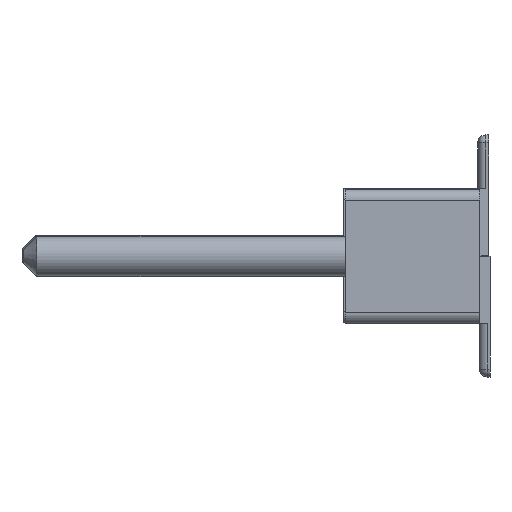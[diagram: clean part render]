
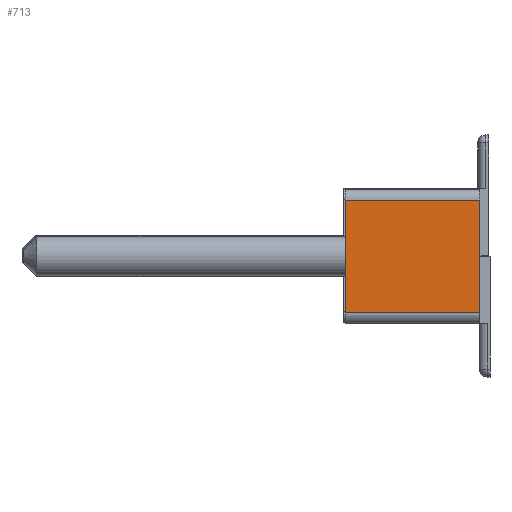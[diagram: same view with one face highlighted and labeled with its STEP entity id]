
A CAD part, left-side view. The second image highlights one B-rep face of the part: STEP entity #713.
In plain terms, the highlighted planar face has unit normal (-1, 0, 0).
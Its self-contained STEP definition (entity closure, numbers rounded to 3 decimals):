
#25 = EDGE_CURVE ( 'NONE', #1032, #39, #67, .T. ) ;
#39 = VERTEX_POINT ( 'NONE', #1189 ) ;
#67 = LINE ( 'NONE', #512, #972 ) ;
#150 = CARTESIAN_POINT ( 'NONE',  ( -1.447, 2.5, -1.05 ) ) ;
#261 = CARTESIAN_POINT ( 'NONE',  ( -1.447, 0., -1.05 ) ) ;
#265 = DIRECTION ( 'NONE',  ( 0., 0., 1. ) ) ;
#270 = EDGE_LOOP ( 'NONE', ( #875, #473, #543, #542 ) ) ;
#394 = CARTESIAN_POINT ( 'NONE',  ( -1.447, 2.5, -1.05 ) ) ;
#397 = EDGE_CURVE ( 'NONE', #697, #1032, #1308, .T. ) ;
#473 = ORIENTED_EDGE ( 'NONE', *, *, #25, .F. ) ;
#512 = CARTESIAN_POINT ( 'NONE',  ( -1.447, 2.5, 1.05 ) ) ;
#542 = ORIENTED_EDGE ( 'NONE', *, *, #1272, .T. ) ;
#543 = ORIENTED_EDGE ( 'NONE', *, *, #397, .F. ) ;
#568 = LINE ( 'NONE', #261, #1288 ) ;
#605 = VECTOR ( 'NONE', #796, 1000. ) ;
#697 = VERTEX_POINT ( 'NONE', #1183 ) ;
#713 = ADVANCED_FACE ( 'NONE', ( #1045 ), #1293, .F. ) ;
#732 = DIRECTION ( 'NONE',  ( 1., 0., 0. ) ) ;
#796 = DIRECTION ( 'NONE',  ( 0., 0., 1. ) ) ;
#816 = CARTESIAN_POINT ( 'NONE',  ( -1.447, 0., -1.05 ) ) ;
#856 = DIRECTION ( 'NONE',  ( 0., -1., 0. ) ) ;
#875 = ORIENTED_EDGE ( 'NONE', *, *, #1239, .T. ) ;
#923 = CARTESIAN_POINT ( 'NONE',  ( -1.447, 2.5, 1.05 ) ) ;
#972 = VECTOR ( 'NONE', #856, 1000. ) ;
#1000 = LINE ( 'NONE', #394, #1136 ) ;
#1032 = VERTEX_POINT ( 'NONE', #923 ) ;
#1045 = FACE_OUTER_BOUND ( 'NONE', #270, .T. ) ;
#1065 = VERTEX_POINT ( 'NONE', #816 ) ;
#1136 = VECTOR ( 'NONE', #1192, 1000. ) ;
#1183 = CARTESIAN_POINT ( 'NONE',  ( -1.447, 2.5, -1.05 ) ) ;
#1189 = CARTESIAN_POINT ( 'NONE',  ( -1.447, 0., 1.05 ) ) ;
#1192 = DIRECTION ( 'NONE',  ( 0., -1., 0. ) ) ;
#1200 = AXIS2_PLACEMENT_3D ( 'NONE', #150, #732, #1409 ) ;
#1239 = EDGE_CURVE ( 'NONE', #1065, #39, #568, .T. ) ;
#1272 = EDGE_CURVE ( 'NONE', #697, #1065, #1000, .T. ) ;
#1288 = VECTOR ( 'NONE', #265, 1000. ) ;
#1293 = PLANE ( 'NONE',  #1200 ) ;
#1308 = LINE ( 'NONE', #1362, #605 ) ;
#1362 = CARTESIAN_POINT ( 'NONE',  ( -1.447, 2.5, -1.05 ) ) ;
#1409 = DIRECTION ( 'NONE',  ( 0., 0., -1. ) ) ;
